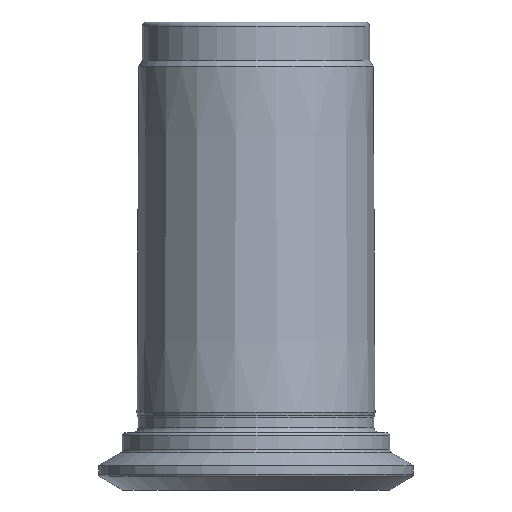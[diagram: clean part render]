
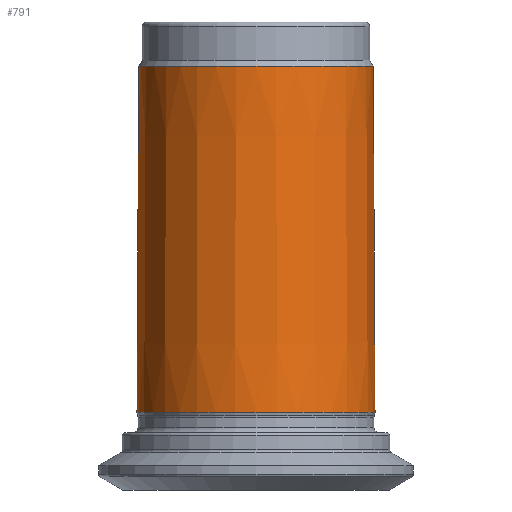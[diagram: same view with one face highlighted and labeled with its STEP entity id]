
A CAD part, front view. The second image highlights one B-rep face of the part: STEP entity #791.
In plain terms, the highlighted conical face has half-angle 0.286 degrees and reference radius 12.466 mm.
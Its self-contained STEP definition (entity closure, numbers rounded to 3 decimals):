
#38=CONICAL_SURFACE('',#867,12.467,0.005);
#107=ORIENTED_EDGE('',*,*,#151,.F.);
#108=ORIENTED_EDGE('',*,*,#152,.T.);
#151=EDGE_CURVE('',#196,#196,#241,.T.);
#152=EDGE_CURVE('',#197,#197,#242,.F.);
#196=VERTEX_POINT('',#1095);
#197=VERTEX_POINT('',#1098);
#241=CIRCLE('',#824,12.28);
#242=CIRCLE('',#826,12.461);
#332=EDGE_LOOP('',(#107));
#333=EDGE_LOOP('',(#108));
#422=FACE_BOUND('',#332,.T.);
#423=FACE_BOUND('',#333,.T.);
#791=ADVANCED_FACE('',(#422,#423),#38,.T.);
#824=AXIS2_PLACEMENT_3D('',#1094,#923,#924);
#826=AXIS2_PLACEMENT_3D('',#1097,#927,#928);
#867=AXIS2_PLACEMENT_3D('',#1158,#1009,#1010);
#923=DIRECTION('',(0.,0.,1.));
#924=DIRECTION('',(1.,0.,0.));
#927=DIRECTION('',(0.,0.,-1.));
#928=DIRECTION('',(-1.,0.,0.));
#1009=DIRECTION('',(0.,0.,-1.));
#1010=DIRECTION('',(-1.,0.,0.));
#1094=CARTESIAN_POINT('',(0.,0.,44.342));
#1095=CARTESIAN_POINT('',(12.28,0.,44.342));
#1097=CARTESIAN_POINT('',(0.,0.,8.12));
#1098=CARTESIAN_POINT('',(-12.461,0.,8.12));
#1158=CARTESIAN_POINT('',(0.,0.,7.));
